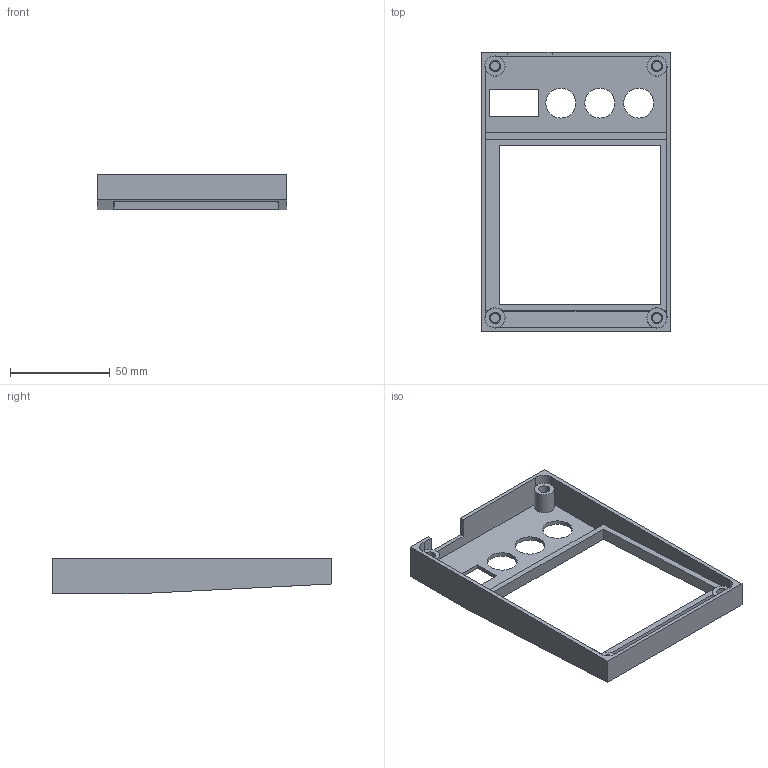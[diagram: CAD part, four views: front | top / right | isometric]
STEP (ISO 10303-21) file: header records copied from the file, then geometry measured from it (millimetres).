
FILE_DESCRIPTION (( 'STEP AP203' ), '1' );
FILE_NAME ('Top.STEP', '2021-09-17T00:41:44', ( '' ), ( '' ), 'SwSTEP 2.0', 'SolidWorks 2020', '' );
FILE_SCHEMA (( 'CONFIG_CONTROL_DESIGN' ));
Length unit declared in the file: millimetre
Products named in the file (1): Top
Bounding box: 95 x 140 x 18 mm (x, y, z)
Volume: 32189.8 mm3; surface area: 29479.2 mm2
Topology: 1 solids, 1 shells, 79 faces, 207 edges, 138 vertices
Faces by surface type: plane 45, cylinder 34
Entity records: 2543 total; most frequent: CARTESIAN_POINT 458, DIRECTION 421, ORIENTED_EDGE 414, EDGE_CURVE 207, AXIS2_PLACEMENT_3D 145, VERTEX_POINT 138, VECTOR 131, LINE 131
